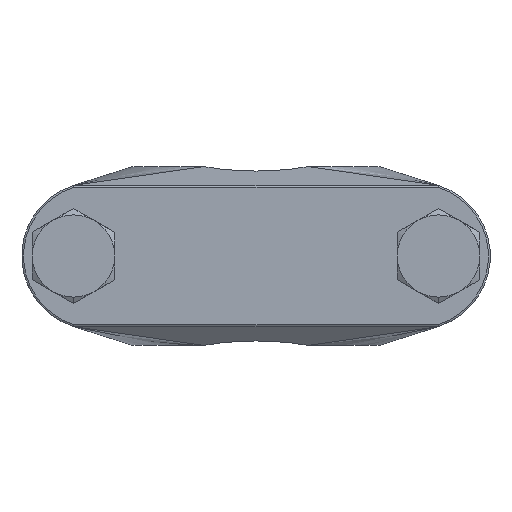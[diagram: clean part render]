
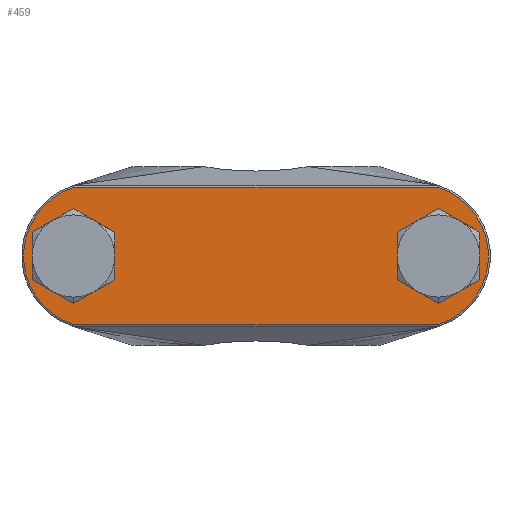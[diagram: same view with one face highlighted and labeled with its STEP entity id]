
A CAD part, front view. The second image highlights one B-rep face of the part: STEP entity #459.
In plain terms, the highlighted planar face has unit normal (0, -1, 0).
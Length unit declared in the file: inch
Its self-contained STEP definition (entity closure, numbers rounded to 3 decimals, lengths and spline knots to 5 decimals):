
#5 = EDGE_CURVE ( 'NONE', #744, #591, #378, .T. ) ;
#10 = VERTEX_POINT ( 'NONE', #2385 ) ;
#16 = VERTEX_POINT ( 'NONE', #837 ) ;
#37 = DIRECTION ( 'NONE',  ( 0.866, 0., 0.5 ) ) ;
#41 = CARTESIAN_POINT ( 'NONE',  ( 0.96803, -0.551, -0.365 ) ) ;
#58 = VECTOR ( 'NONE', #2333, 39.37008 ) ;
#63 = CARTESIAN_POINT ( 'NONE',  ( 1.18875, -0.551, -0.1263 ) ) ;
#71 = LINE ( 'NONE', #644, #123 ) ;
#84 = EDGE_CURVE ( 'NONE', #2056, #364, #71, .T. ) ;
#87 = LINE ( 'NONE', #1870, #1117 ) ;
#123 = VECTOR ( 'NONE', #37, 39.37008 ) ;
#193 = EDGE_CURVE ( 'NONE', #591, #588, #1568, .T. ) ;
#199 = ORIENTED_EDGE ( 'NONE', *, *, #5, .F. ) ;
#210 = CARTESIAN_POINT ( 'NONE',  ( -0.96803, -0.551, -0.365 ) ) ;
#275 = LINE ( 'NONE', #1973, #2291 ) ;
#311 = DIRECTION ( 'NONE',  ( -1., 0., 0. ) ) ;
#312 = CARTESIAN_POINT ( 'NONE',  ( -0.97, -0.551, 0.25259 ) ) ;
#351 = VECTOR ( 'NONE', #447, 39.37008 ) ;
#361 = DIRECTION ( 'NONE',  ( 0., 0., -1. ) ) ;
#364 = VERTEX_POINT ( 'NONE', #2338 ) ;
#374 = EDGE_CURVE ( 'NONE', #10, #2056, #1635, .T. ) ;
#378 = LINE ( 'NONE', #2407, #351 ) ;
#385 = EDGE_CURVE ( 'NONE', #877, #10, #1757, .T. ) ;
#394 = LINE ( 'NONE', #1752, #2466 ) ;
#435 = ORIENTED_EDGE ( 'NONE', *, *, #1033, .T. ) ;
#447 = DIRECTION ( 'NONE',  ( 0.866, 0., 0.5 ) ) ;
#455 = LINE ( 'NONE', #685, #1943 ) ;
#459 = ADVANCED_FACE ( 'NONE', ( #999, #2332, #1819 ), #734, .T. ) ;
#461 = CARTESIAN_POINT ( 'NONE',  ( -1.18875, -0.551, 0.1263 ) ) ;
#476 = EDGE_CURVE ( 'NONE', #16, #507, #394, .T. ) ;
#507 = VERTEX_POINT ( 'NONE', #2508 ) ;
#527 = AXIS2_PLACEMENT_3D ( 'NONE', #1481, #1663, #1671 ) ;
#538 = VECTOR ( 'NONE', #1628, 39.37008 ) ;
#579 = CARTESIAN_POINT ( 'NONE',  ( -0.96803, -0.551, 0.365 ) ) ;
#588 = VERTEX_POINT ( 'NONE', #617 ) ;
#591 = VERTEX_POINT ( 'NONE', #63 ) ;
#608 = AXIS2_PLACEMENT_3D ( 'NONE', #1732, #2306, #361 ) ;
#617 = CARTESIAN_POINT ( 'NONE',  ( 1.18875, -0.551, 0.1263 ) ) ;
#631 = LINE ( 'NONE', #1425, #538 ) ;
#644 = CARTESIAN_POINT ( 'NONE',  ( -0.97, -0.551, -0.25259 ) ) ;
#660 = VERTEX_POINT ( 'NONE', #41 ) ;
#681 = CARTESIAN_POINT ( 'NONE',  ( -0.75125, -0.551, 0.1263 ) ) ;
#685 = CARTESIAN_POINT ( 'NONE',  ( 0.75125, -0.551, 0.1263 ) ) ;
#687 = EDGE_CURVE ( 'NONE', #2278, #859, #1942, .T. ) ;
#717 = ORIENTED_EDGE ( 'NONE', *, *, #687, .F. ) ;
#734 = PLANE ( 'NONE',  #608 ) ;
#744 = VERTEX_POINT ( 'NONE', #1504 ) ;
#768 = CIRCLE ( 'NONE', #2108, 0.383 ) ;
#820 = CARTESIAN_POINT ( 'NONE',  ( 0.75125, -0.551, -0.1263 ) ) ;
#837 = CARTESIAN_POINT ( 'NONE',  ( 0.97, -0.551, 0.25259 ) ) ;
#843 = VECTOR ( 'NONE', #2444, 39.37008 ) ;
#844 = ORIENTED_EDGE ( 'NONE', *, *, #1129, .F. ) ;
#859 = VERTEX_POINT ( 'NONE', #1444 ) ;
#877 = VERTEX_POINT ( 'NONE', #461 ) ;
#943 = ORIENTED_EDGE ( 'NONE', *, *, #989, .T. ) ;
#989 = EDGE_CURVE ( 'NONE', #1579, #2168, #87, .T. ) ;
#997 = CIRCLE ( 'NONE', #527, 0.383 ) ;
#999 = FACE_OUTER_BOUND ( 'NONE', #1331, .T. ) ;
#1033 = EDGE_CURVE ( 'NONE', #1816, #660, #275, .T. ) ;
#1066 = DIRECTION ( 'NONE',  ( -0.866, 0., 0.5 ) ) ;
#1117 = VECTOR ( 'NONE', #311, 39.37008 ) ;
#1129 = EDGE_CURVE ( 'NONE', #588, #16, #2172, .T. ) ;
#1146 = ORIENTED_EDGE ( 'NONE', *, *, #1310, .F. ) ;
#1236 = DIRECTION ( 'NONE',  ( -0.866, 0., 0.5 ) ) ;
#1306 = EDGE_CURVE ( 'NONE', #507, #1872, #455, .T. ) ;
#1310 = EDGE_CURVE ( 'NONE', #364, #2278, #2025, .T. ) ;
#1331 = EDGE_LOOP ( 'NONE', ( #435, #1609, #943, #1478 ) ) ;
#1333 = DIRECTION ( 'NONE',  ( 0.866, 0., -0.5 ) ) ;
#1357 = ORIENTED_EDGE ( 'NONE', *, *, #1974, .F. ) ;
#1408 = CARTESIAN_POINT ( 'NONE',  ( -0.75125, -0.551, 0.1263 ) ) ;
#1425 = CARTESIAN_POINT ( 'NONE',  ( 0.75125, -0.551, -0.1263 ) ) ;
#1444 = CARTESIAN_POINT ( 'NONE',  ( -0.97, -0.551, 0.25259 ) ) ;
#1457 = EDGE_CURVE ( 'NONE', #2168, #1816, #768, .T. ) ;
#1469 = CARTESIAN_POINT ( 'NONE',  ( 1.18875, -0.551, -0.1263 ) ) ;
#1478 = ORIENTED_EDGE ( 'NONE', *, *, #1457, .T. ) ;
#1481 = CARTESIAN_POINT ( 'NONE',  ( 0.852, -0.551, 0. ) ) ;
#1487 = ORIENTED_EDGE ( 'NONE', *, *, #84, .F. ) ;
#1504 = CARTESIAN_POINT ( 'NONE',  ( 0.97, -0.551, -0.25259 ) ) ;
#1568 = LINE ( 'NONE', #1469, #2043 ) ;
#1573 = EDGE_CURVE ( 'NONE', #1872, #744, #631, .T. ) ;
#1579 = VERTEX_POINT ( 'NONE', #1834 ) ;
#1609 = ORIENTED_EDGE ( 'NONE', *, *, #1613, .T. ) ;
#1613 = EDGE_CURVE ( 'NONE', #660, #1579, #997, .T. ) ;
#1619 = VECTOR ( 'NONE', #1066, 39.37008 ) ;
#1628 = DIRECTION ( 'NONE',  ( 0.866, 0., -0.5 ) ) ;
#1635 = LINE ( 'NONE', #1734, #2511 ) ;
#1663 = DIRECTION ( 'NONE',  ( 0., -1., 0. ) ) ;
#1671 = DIRECTION ( 'NONE',  ( 0., 0., -1. ) ) ;
#1710 = ORIENTED_EDGE ( 'NONE', *, *, #1573, .F. ) ;
#1732 = CARTESIAN_POINT ( 'NONE',  ( -0.852, -0.551, 0. ) ) ;
#1734 = CARTESIAN_POINT ( 'NONE',  ( -1.18875, -0.551, -0.1263 ) ) ;
#1736 = DIRECTION ( 'NONE',  ( 0., 0., 1. ) ) ;
#1752 = CARTESIAN_POINT ( 'NONE',  ( 0.97, -0.551, 0.25259 ) ) ;
#1757 = LINE ( 'NONE', #2129, #58 ) ;
#1762 = DIRECTION ( 'NONE',  ( 1., 0., 0. ) ) ;
#1764 = DIRECTION ( 'NONE',  ( 0., 0., -1. ) ) ;
#1816 = VERTEX_POINT ( 'NONE', #210 ) ;
#1819 = FACE_BOUND ( 'NONE', #2492, .T. ) ;
#1834 = CARTESIAN_POINT ( 'NONE',  ( 0.96803, -0.551, 0.365 ) ) ;
#1870 = CARTESIAN_POINT ( 'NONE',  ( -0.96958, -0.551, 0.365 ) ) ;
#1872 = VERTEX_POINT ( 'NONE', #820 ) ;
#1914 = ORIENTED_EDGE ( 'NONE', *, *, #193, .F. ) ;
#1942 = LINE ( 'NONE', #681, #1619 ) ;
#1943 = VECTOR ( 'NONE', #2455, 39.37008 ) ;
#1948 = DIRECTION ( 'NONE',  ( -0.866, 0., -0.5 ) ) ;
#1967 = ORIENTED_EDGE ( 'NONE', *, *, #374, .F. ) ;
#1973 = CARTESIAN_POINT ( 'NONE',  ( 0.96958, -0.551, -0.365 ) ) ;
#1974 = EDGE_CURVE ( 'NONE', #859, #877, #2352, .T. ) ;
#2022 = ORIENTED_EDGE ( 'NONE', *, *, #385, .F. ) ;
#2025 = LINE ( 'NONE', #2116, #2441 ) ;
#2026 = EDGE_LOOP ( 'NONE', ( #717, #1146, #1487, #1967, #2022, #1357 ) ) ;
#2043 = VECTOR ( 'NONE', #2431, 39.37008 ) ;
#2056 = VERTEX_POINT ( 'NONE', #2473 ) ;
#2082 = VECTOR ( 'NONE', #1236, 39.37008 ) ;
#2108 = AXIS2_PLACEMENT_3D ( 'NONE', #2337, #2329, #1764 ) ;
#2116 = CARTESIAN_POINT ( 'NONE',  ( -0.75125, -0.551, -0.1263 ) ) ;
#2129 = CARTESIAN_POINT ( 'NONE',  ( -1.18875, -0.551, 0.1263 ) ) ;
#2168 = VERTEX_POINT ( 'NONE', #579 ) ;
#2172 = LINE ( 'NONE', #2237, #2082 ) ;
#2193 = ORIENTED_EDGE ( 'NONE', *, *, #476, .F. ) ;
#2237 = CARTESIAN_POINT ( 'NONE',  ( 1.18875, -0.551, 0.1263 ) ) ;
#2278 = VERTEX_POINT ( 'NONE', #1408 ) ;
#2291 = VECTOR ( 'NONE', #1762, 39.37008 ) ;
#2306 = DIRECTION ( 'NONE',  ( 0., -1., 0. ) ) ;
#2329 = DIRECTION ( 'NONE',  ( 0., -1., 0. ) ) ;
#2332 = FACE_BOUND ( 'NONE', #2026, .T. ) ;
#2333 = DIRECTION ( 'NONE',  ( 0., 0., -1. ) ) ;
#2337 = CARTESIAN_POINT ( 'NONE',  ( -0.852, -0.551, 0. ) ) ;
#2338 = CARTESIAN_POINT ( 'NONE',  ( -0.75125, -0.551, -0.1263 ) ) ;
#2352 = LINE ( 'NONE', #312, #843 ) ;
#2385 = CARTESIAN_POINT ( 'NONE',  ( -1.18875, -0.551, -0.1263 ) ) ;
#2407 = CARTESIAN_POINT ( 'NONE',  ( 0.97, -0.551, -0.25259 ) ) ;
#2431 = DIRECTION ( 'NONE',  ( 0., 0., 1. ) ) ;
#2441 = VECTOR ( 'NONE', #1736, 39.37008 ) ;
#2444 = DIRECTION ( 'NONE',  ( -0.866, 0., -0.5 ) ) ;
#2455 = DIRECTION ( 'NONE',  ( 0., 0., -1. ) ) ;
#2457 = ORIENTED_EDGE ( 'NONE', *, *, #1306, .F. ) ;
#2466 = VECTOR ( 'NONE', #1948, 39.37008 ) ;
#2473 = CARTESIAN_POINT ( 'NONE',  ( -0.97, -0.551, -0.25259 ) ) ;
#2492 = EDGE_LOOP ( 'NONE', ( #844, #1914, #199, #1710, #2457, #2193 ) ) ;
#2508 = CARTESIAN_POINT ( 'NONE',  ( 0.75125, -0.551, 0.1263 ) ) ;
#2511 = VECTOR ( 'NONE', #1333, 39.37008 ) ;
